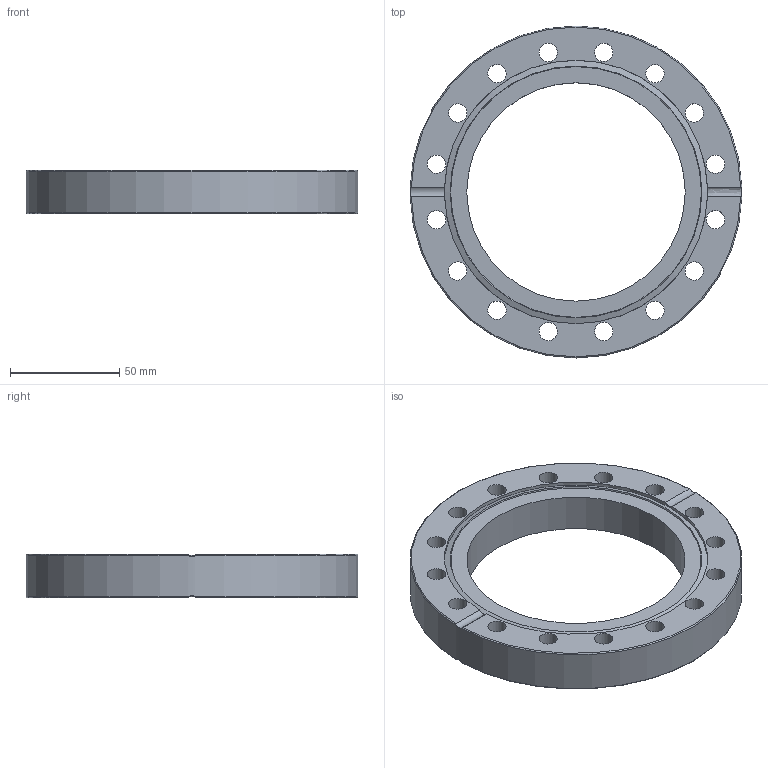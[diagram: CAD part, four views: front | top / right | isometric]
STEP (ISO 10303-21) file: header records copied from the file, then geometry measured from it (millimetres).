
FILE_DESCRIPTION((''),'2;1');
FILE_NAME('F100D100LNS.stp','2009-03-13T09:38:12',('hasers'),(''),'Autodesk Inventor 2008','Autodesk Inventor 2008','');
FILE_SCHEMA(('AUTOMOTIVE_DESIGN { 1 0 10303 214 1 1 1 1 }'));
Length unit declared in the file: millimetre
Products named in the file (2): F100D100LNS; CF-07 [Keywords [Summary]=1.4429][Company [Summary]=Vacom][Title [Summary]=F100D100]
Assembly tree (1 placements, depth 2):
  F100D100LNS
    CF-07 [Keywords [Summary]=1.4429][Company [Summary]=Vacom][Title [Summary]=F100D100]
Bounding box: 152 x 152 x 20 mm (x, y, z)
Volume: 179556.2 mm3; surface area: 43757.4 mm2
Topology: 1 solids, 1 shells, 38 faces, 118 edges, 82 vertices
Faces by surface type: bspline 18, cylinder 6, plane 6, torus 4, cone 4
Full cylindrical faces by diameter (mm): 100 x1, 120.6 x2, 152 x1
Entity records: 1623 total; most frequent: CARTESIAN_POINT 716, DIRECTION 158, ORIENTED_EDGE 152, EDGE_LOOP 96, EDGE_CURVE 76, AXIS2_PLACEMENT_3D 75, VERTEX_POINT 64, FACE_BOUND 58
